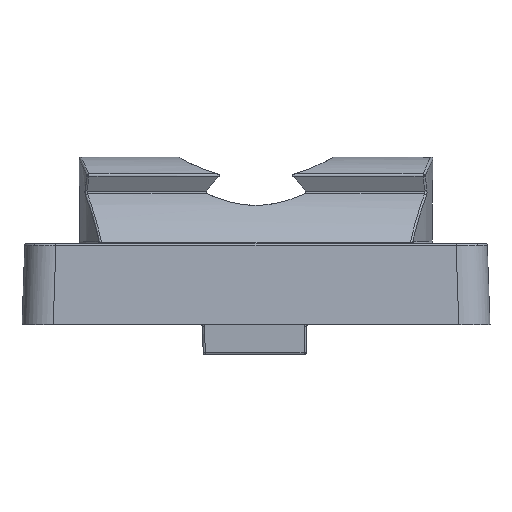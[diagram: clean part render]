
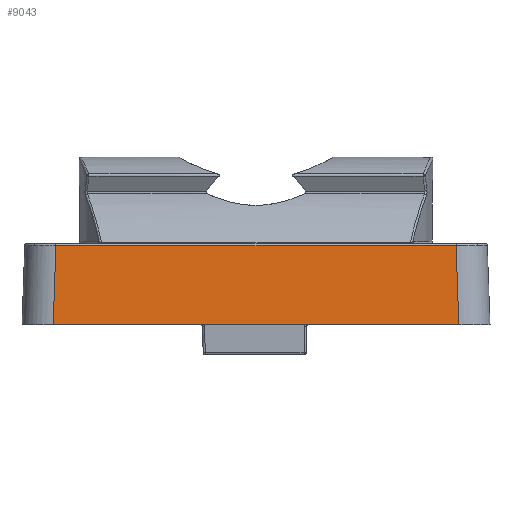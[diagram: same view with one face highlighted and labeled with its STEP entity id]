
A CAD part, left-side view. The second image highlights one B-rep face of the part: STEP entity #9043.
In plain terms, the highlighted planar face has unit normal (-0.999, 0, 0.035).
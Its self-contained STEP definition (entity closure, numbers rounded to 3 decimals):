
#1553=FACE_OUTER_BOUND('',#2167,.T.);
#2167=EDGE_LOOP('',(#6949,#6950,#6951,#6952));
#2724=LINE('',#15834,#3326);
#2730=LINE('',#16207,#3332);
#2731=LINE('',#16209,#3333);
#2732=LINE('',#16210,#3334);
#3326=VECTOR('',#11977,1000.);
#3332=VECTOR('',#12031,1000.);
#3333=VECTOR('',#12032,1000.);
#3334=VECTOR('',#12033,1000.);
#4193=VERTEX_POINT('',#15830);
#4194=VERTEX_POINT('',#15832);
#4211=VERTEX_POINT('',#16206);
#4212=VERTEX_POINT('',#16208);
#5141=EDGE_CURVE('',#4194,#4193,#2724,.T.);
#5176=EDGE_CURVE('',#4194,#4211,#2730,.T.);
#5177=EDGE_CURVE('',#4211,#4212,#2731,.T.);
#5178=EDGE_CURVE('',#4212,#4193,#2732,.T.);
#6949=ORIENTED_EDGE('',*,*,#5176,.T.);
#6950=ORIENTED_EDGE('',*,*,#5177,.T.);
#6951=ORIENTED_EDGE('',*,*,#5178,.T.);
#6952=ORIENTED_EDGE('',*,*,#5141,.F.);
#8703=PLANE('',#10112);
#9043=ADVANCED_FACE('',(#1553),#8703,.T.);
#10112=AXIS2_PLACEMENT_3D('',#16205,#12029,#12030);
#11977=DIRECTION('',(0.,-1.,0.));
#12029=DIRECTION('center_axis',(-0.999,0.,
0.035));
#12030=DIRECTION('ref_axis',(0.035,0.,0.999));
#12031=DIRECTION('',(-0.035,0.035,-0.999));
#12032=DIRECTION('',(0.,-1.,0.));
#12033=DIRECTION('',(0.035,0.035,0.999));
#15830=CARTESIAN_POINT('',(-22.234,-19.236,7.607));
#15832=CARTESIAN_POINT('',(-22.234,19.236,7.607));
#15834=CARTESIAN_POINT('',(-22.234,0.,7.607));
#16205=CARTESIAN_POINT('Origin',(-22.5,-22.5,0.));
#16206=CARTESIAN_POINT('',(-22.5,19.502,0.));
#16207=CARTESIAN_POINT('',(-22.234,19.236,7.607));
#16208=CARTESIAN_POINT('',(-22.5,-19.502,0.));
#16209=CARTESIAN_POINT('',(-22.5,-22.5,0.));
#16210=CARTESIAN_POINT('',(-22.5,-19.502,0.));
